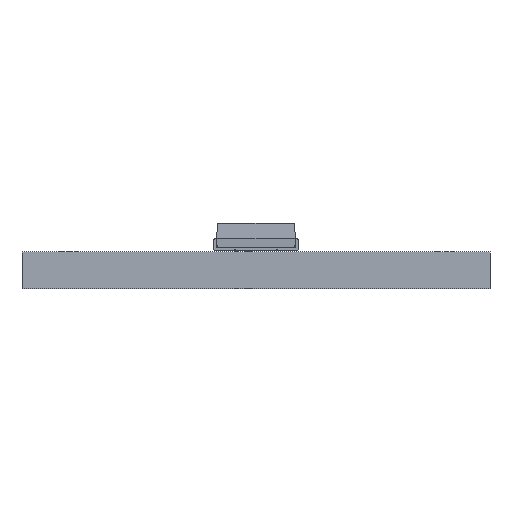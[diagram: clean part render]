
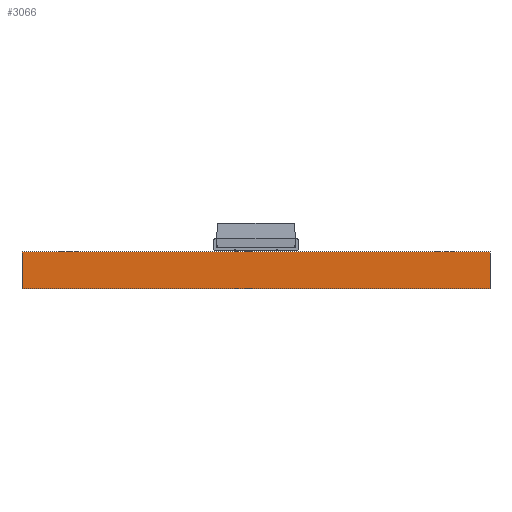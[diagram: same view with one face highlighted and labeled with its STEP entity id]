
A CAD part, front view. The second image highlights one B-rep face of the part: STEP entity #3066.
In plain terms, the highlighted planar face has unit normal (0, -1, 0).
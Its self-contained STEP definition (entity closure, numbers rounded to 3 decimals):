
#2950 = EDGE_CURVE('',#2951,#2953,#2955,.T.);
#2951 = VERTEX_POINT('',#2952);
#2952 = CARTESIAN_POINT('',(45.4,19.5,0.));
#2953 = VERTEX_POINT('',#2954);
#2954 = CARTESIAN_POINT('',(45.4,19.5,1.6));
#2955 = SURFACE_CURVE('',#2956,(#2960,#2972),.PCURVE_S1.);
#2956 = LINE('',#2957,#2958);
#2957 = CARTESIAN_POINT('',(45.4,19.5,0.));
#2958 = VECTOR('',#2959,1.);
#2959 = DIRECTION('',(0.,0.,1.));
#2960 = PCURVE('',#2961,#2966);
#2961 = PLANE('',#2962);
#2962 = AXIS2_PLACEMENT_3D('',#2963,#2964,#2965);
#2963 = CARTESIAN_POINT('',(45.4,19.5,0.));
#2964 = DIRECTION('',(-1.,0.,0.));
#2965 = DIRECTION('',(0.,1.,0.));
#2966 = DEFINITIONAL_REPRESENTATION('',(#2967),#2971);
#2967 = LINE('',#2968,#2969);
#2968 = CARTESIAN_POINT('',(0.,0.));
#2969 = VECTOR('',#2970,1.);
#2970 = DIRECTION('',(0.,-1.));
#2971 = ( GEOMETRIC_REPRESENTATION_CONTEXT(2) 
PARAMETRIC_REPRESENTATION_CONTEXT() REPRESENTATION_CONTEXT('2D SPACE',''
  ) );
#2972 = PCURVE('',#2973,#2978);
#2973 = PLANE('',#2974);
#2974 = AXIS2_PLACEMENT_3D('',#2975,#2976,#2977);
#2975 = CARTESIAN_POINT('',(25.,19.5,0.));
#2976 = DIRECTION('',(0.,1.,0.));
#2977 = DIRECTION('',(1.,0.,0.));
#2978 = DEFINITIONAL_REPRESENTATION('',(#2979),#2983);
#2979 = LINE('',#2980,#2981);
#2980 = CARTESIAN_POINT('',(20.4,0.));
#2981 = VECTOR('',#2982,1.);
#2982 = DIRECTION('',(0.,-1.));
#2983 = ( GEOMETRIC_REPRESENTATION_CONTEXT(2) 
PARAMETRIC_REPRESENTATION_CONTEXT() REPRESENTATION_CONTEXT('2D SPACE',''
  ) );
#3001 = PLANE('',#3002);
#3002 = AXIS2_PLACEMENT_3D('',#3003,#3004,#3005);
#3003 = CARTESIAN_POINT('',(35.2,29.75,1.6));
#3004 = DIRECTION('',(0.,0.,1.));
#3005 = DIRECTION('',(1.,0.,-0.));
#3055 = PLANE('',#3056);
#3056 = AXIS2_PLACEMENT_3D('',#3057,#3058,#3059);
#3057 = CARTESIAN_POINT('',(35.2,29.75,0.));
#3058 = DIRECTION('',(0.,0.,1.));
#3059 = DIRECTION('',(1.,0.,-0.));
#3066 = ADVANCED_FACE('',(#3067),#2973,.F.);
#3067 = FACE_BOUND('',#3068,.F.);
#3068 = EDGE_LOOP('',(#3069,#3099,#3120,#3121));
#3069 = ORIENTED_EDGE('',*,*,#3070,.T.);
#3070 = EDGE_CURVE('',#3071,#3073,#3075,.T.);
#3071 = VERTEX_POINT('',#3072);
#3072 = CARTESIAN_POINT('',(25.,19.5,0.));
#3073 = VERTEX_POINT('',#3074);
#3074 = CARTESIAN_POINT('',(25.,19.5,1.6));
#3075 = SURFACE_CURVE('',#3076,(#3080,#3087),.PCURVE_S1.);
#3076 = LINE('',#3077,#3078);
#3077 = CARTESIAN_POINT('',(25.,19.5,0.));
#3078 = VECTOR('',#3079,1.);
#3079 = DIRECTION('',(0.,0.,1.));
#3080 = PCURVE('',#2973,#3081);
#3081 = DEFINITIONAL_REPRESENTATION('',(#3082),#3086);
#3082 = LINE('',#3083,#3084);
#3083 = CARTESIAN_POINT('',(0.,0.));
#3084 = VECTOR('',#3085,1.);
#3085 = DIRECTION('',(0.,-1.));
#3086 = ( GEOMETRIC_REPRESENTATION_CONTEXT(2) 
PARAMETRIC_REPRESENTATION_CONTEXT() REPRESENTATION_CONTEXT('2D SPACE',''
  ) );
#3087 = PCURVE('',#3088,#3093);
#3088 = PLANE('',#3089);
#3089 = AXIS2_PLACEMENT_3D('',#3090,#3091,#3092);
#3090 = CARTESIAN_POINT('',(25.,40.,0.));
#3091 = DIRECTION('',(1.,0.,-0.));
#3092 = DIRECTION('',(0.,-1.,0.));
#3093 = DEFINITIONAL_REPRESENTATION('',(#3094),#3098);
#3094 = LINE('',#3095,#3096);
#3095 = CARTESIAN_POINT('',(20.5,0.));
#3096 = VECTOR('',#3097,1.);
#3097 = DIRECTION('',(0.,-1.));
#3098 = ( GEOMETRIC_REPRESENTATION_CONTEXT(2) 
PARAMETRIC_REPRESENTATION_CONTEXT() REPRESENTATION_CONTEXT('2D SPACE',''
  ) );
#3099 = ORIENTED_EDGE('',*,*,#3100,.T.);
#3100 = EDGE_CURVE('',#3073,#2953,#3101,.T.);
#3101 = SURFACE_CURVE('',#3102,(#3106,#3113),.PCURVE_S1.);
#3102 = LINE('',#3103,#3104);
#3103 = CARTESIAN_POINT('',(25.,19.5,1.6));
#3104 = VECTOR('',#3105,1.);
#3105 = DIRECTION('',(1.,0.,0.));
#3106 = PCURVE('',#2973,#3107);
#3107 = DEFINITIONAL_REPRESENTATION('',(#3108),#3112);
#3108 = LINE('',#3109,#3110);
#3109 = CARTESIAN_POINT('',(0.,-1.6));
#3110 = VECTOR('',#3111,1.);
#3111 = DIRECTION('',(1.,0.));
#3112 = ( GEOMETRIC_REPRESENTATION_CONTEXT(2) 
PARAMETRIC_REPRESENTATION_CONTEXT() REPRESENTATION_CONTEXT('2D SPACE',''
  ) );
#3113 = PCURVE('',#3001,#3114);
#3114 = DEFINITIONAL_REPRESENTATION('',(#3115),#3119);
#3115 = LINE('',#3116,#3117);
#3116 = CARTESIAN_POINT('',(-10.2,-10.25));
#3117 = VECTOR('',#3118,1.);
#3118 = DIRECTION('',(1.,0.));
#3119 = ( GEOMETRIC_REPRESENTATION_CONTEXT(2) 
PARAMETRIC_REPRESENTATION_CONTEXT() REPRESENTATION_CONTEXT('2D SPACE',''
  ) );
#3120 = ORIENTED_EDGE('',*,*,#2950,.F.);
#3121 = ORIENTED_EDGE('',*,*,#3122,.F.);
#3122 = EDGE_CURVE('',#3071,#2951,#3123,.T.);
#3123 = SURFACE_CURVE('',#3124,(#3128,#3135),.PCURVE_S1.);
#3124 = LINE('',#3125,#3126);
#3125 = CARTESIAN_POINT('',(25.,19.5,0.));
#3126 = VECTOR('',#3127,1.);
#3127 = DIRECTION('',(1.,0.,0.));
#3128 = PCURVE('',#2973,#3129);
#3129 = DEFINITIONAL_REPRESENTATION('',(#3130),#3134);
#3130 = LINE('',#3131,#3132);
#3131 = CARTESIAN_POINT('',(0.,0.));
#3132 = VECTOR('',#3133,1.);
#3133 = DIRECTION('',(1.,0.));
#3134 = ( GEOMETRIC_REPRESENTATION_CONTEXT(2) 
PARAMETRIC_REPRESENTATION_CONTEXT() REPRESENTATION_CONTEXT('2D SPACE',''
  ) );
#3135 = PCURVE('',#3055,#3136);
#3136 = DEFINITIONAL_REPRESENTATION('',(#3137),#3141);
#3137 = LINE('',#3138,#3139);
#3138 = CARTESIAN_POINT('',(-10.2,-10.25));
#3139 = VECTOR('',#3140,1.);
#3140 = DIRECTION('',(1.,0.));
#3141 = ( GEOMETRIC_REPRESENTATION_CONTEXT(2) 
PARAMETRIC_REPRESENTATION_CONTEXT() REPRESENTATION_CONTEXT('2D SPACE',''
  ) );
